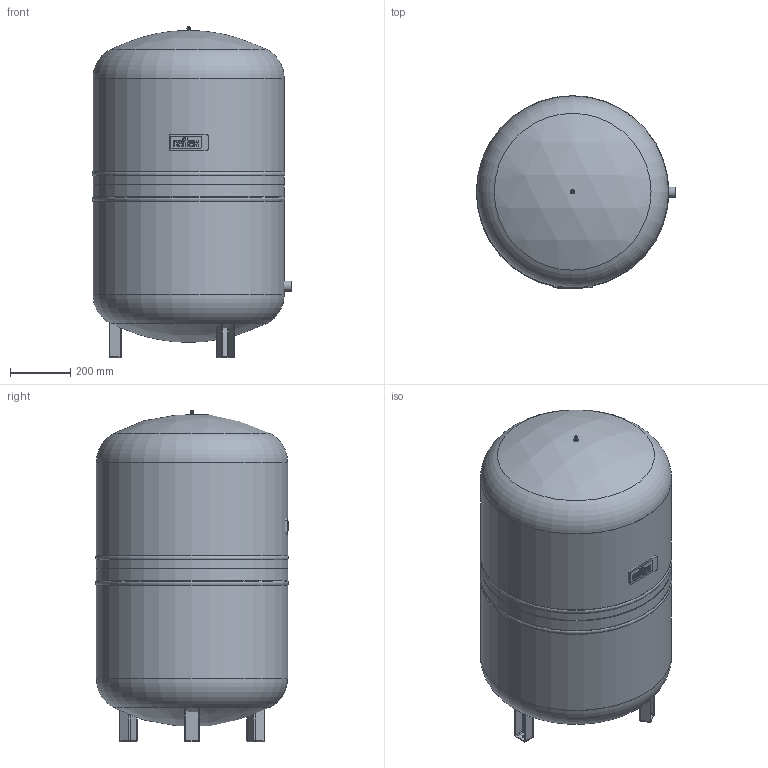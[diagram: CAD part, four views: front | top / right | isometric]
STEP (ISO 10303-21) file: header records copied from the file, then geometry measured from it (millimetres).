
FILE_DESCRIPTION(/* description */ (''),/* implementation_level */ '2;1');
FILE_NAME(/* name */ '3d_ReflexN300_6bar_gray-8215300.stp',/* time_stamp */ '2022-06-13T07:48:43+02:00',/* author */ ('Andrzej'),/* organization */ (''),/* preprocessor_version */ 'ST-DEVELOPER v16.13',/* originating_system */ 'AutoCAD Mechanical',/* authorisation */ '');
FILE_SCHEMA (('AUTOMOTIVE_DESIGN { 1 0 10303 214 3 1 1 }'));
Length unit declared in the file: millimetre
Products named in the file (1): Product
Bounding box: 661.48 x 638.97 x 1100.97 mm (x, y, z)
Volume: 295401395.6 mm3; surface area: 3732542 mm2
Topology: 17 solids, 17 shells, 331 faces, 791 edges, 492 vertices
Faces by surface type: plane 147, cylinder 137, torus 23, sphere 14, cone 8, bspline 2
Full cylindrical faces by diameter (mm): 6 x1, 6.202 x1, 8 x1, 8.06 x1, 10 x1, 11 x1, 13.4 x3, 14 x1, 25.7 x1, 33.7 x1, 634 x6
Entity records: 9412 total; most frequent: DIRECTION 1718, CARTESIAN_POINT 1622, ORIENTED_EDGE 1484, EDGE_CURVE 742, AXIS2_PLACEMENT_3D 648, VERTEX_POINT 492, LINE 422, VECTOR 422
